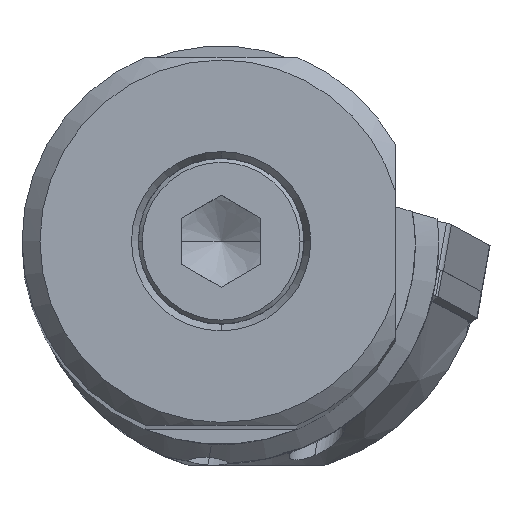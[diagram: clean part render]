
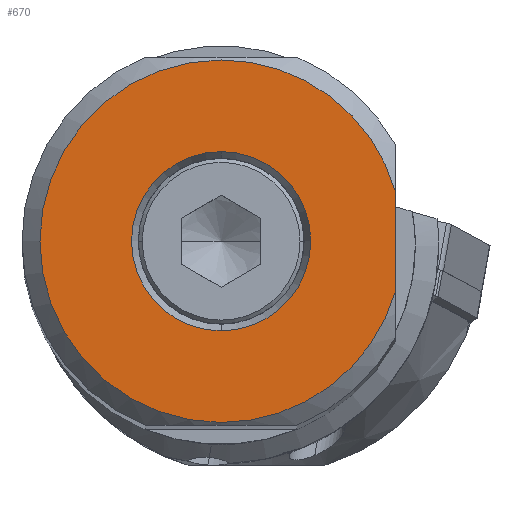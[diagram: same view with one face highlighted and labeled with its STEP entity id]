
A CAD part, top view. The second image highlights one B-rep face of the part: STEP entity #670.
In plain terms, the highlighted planar face has unit normal (0, 0, 1).
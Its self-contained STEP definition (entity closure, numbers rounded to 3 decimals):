
#670=ADVANCED_FACE('',(#876,#877),#822,.T.);
#822=PLANE('',#4575);
#876=FACE_BOUND('',#1001,.T.);
#877=FACE_BOUND('',#1002,.T.);
#1001=EDGE_LOOP('',(#1866,#1867,#1868,#1869));
#1002=EDGE_LOOP('',(#1870,#1871));
#1866=ORIENTED_EDGE('',*,*,#3197,.F.);
#1867=ORIENTED_EDGE('',*,*,#3196,.F.);
#1868=ORIENTED_EDGE('',*,*,#3195,.F.);
#1869=ORIENTED_EDGE('',*,*,#3175,.T.);
#1870=ORIENTED_EDGE('',*,*,#3201,.F.);
#1871=ORIENTED_EDGE('',*,*,#3202,.F.);
#2640=VERTEX_POINT('',#7270);
#2641=VERTEX_POINT('',#7272);
#2657=VERTEX_POINT('',#7383);
#2658=VERTEX_POINT('',#7385);
#2660=VERTEX_POINT('',#7401);
#2661=VERTEX_POINT('',#7402);
#3175=EDGE_CURVE('',#2641,#2640,#3834,.T.);
#3195=EDGE_CURVE('',#2641,#2657,#3546,.T.);
#3196=EDGE_CURVE('',#2657,#2658,#3547,.T.);
#3197=EDGE_CURVE('',#2658,#2640,#3548,.T.);
#3201=EDGE_CURVE('',#2660,#2661,#3549,.T.);
#3202=EDGE_CURVE('',#2661,#2660,#3550,.T.);
#3546=CIRCLE('',#4567,18.2);
#3547=CIRCLE('',#4568,18.2);
#3548=CIRCLE('',#4569,18.2);
#3549=CIRCLE('',#4573,9.);
#3550=CIRCLE('',#4574,9.);
#3834=LINE('',#7271,#4103);
#4103=VECTOR('',#5440,1.);
#4567=AXIS2_PLACEMENT_3D('',#7382,#5468,#5469);
#4568=AXIS2_PLACEMENT_3D('',#7384,#5470,#5471);
#4569=AXIS2_PLACEMENT_3D('',#7386,#5472,#5473);
#4573=AXIS2_PLACEMENT_3D('',#7400,#5481,#5482);
#4574=AXIS2_PLACEMENT_3D('',#7403,#5483,#5484);
#4575=AXIS2_PLACEMENT_3D('',#7404,#5485,#5486);
#5440=DIRECTION('',(0.,1.,0.));
#5468=DIRECTION('',(0.,0.,-1.));
#5469=DIRECTION('',(0.962,-0.275,0.));
#5470=DIRECTION('',(0.,0.,-1.));
#5471=DIRECTION('',(0.,-1.,0.));
#5472=DIRECTION('',(0.,0.,-1.));
#5473=DIRECTION('',(0.,1.,0.));
#5481=DIRECTION('',(0.,0.,1.));
#5482=DIRECTION('',(0.,1.,0.));
#5483=DIRECTION('',(0.,0.,1.));
#5484=DIRECTION('',(0.,-1.,0.));
#5485=DIRECTION('',(0.,0.,1.));
#5486=DIRECTION('',(-1.,0.,0.));
#7270=CARTESIAN_POINT('',(17.5,4.999,0.));
#7271=CARTESIAN_POINT('',(17.5,-4.999,0.));
#7272=CARTESIAN_POINT('',(17.5,-4.999,0.));
#7382=CARTESIAN_POINT('',(0.,0.,0.));
#7383=CARTESIAN_POINT('',(0.,-18.2,0.));
#7384=CARTESIAN_POINT('',(0.,0.,0.));
#7385=CARTESIAN_POINT('',(0.,18.2,0.));
#7386=CARTESIAN_POINT('',(0.,0.,0.));
#7400=CARTESIAN_POINT('',(0.,0.,0.));
#7401=CARTESIAN_POINT('',(0.,9.,0.));
#7402=CARTESIAN_POINT('',(0.,-9.,0.));
#7403=CARTESIAN_POINT('',(0.,0.,0.));
#7404=CARTESIAN_POINT('',(-0.361,0.001,0.));
